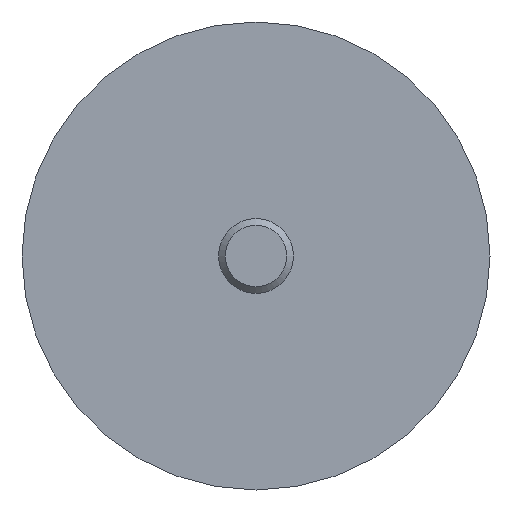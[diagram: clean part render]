
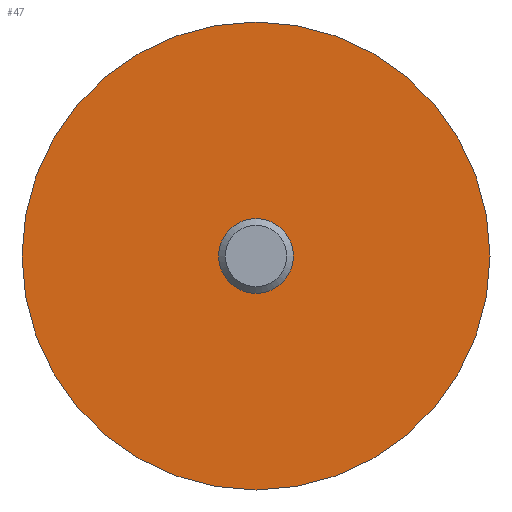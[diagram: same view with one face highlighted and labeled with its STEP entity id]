
A CAD part, front view. The second image highlights one B-rep face of the part: STEP entity #47.
In plain terms, the highlighted planar face has unit normal (0, -1, 0).
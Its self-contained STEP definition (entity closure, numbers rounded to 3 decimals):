
#47 = ADVANCED_FACE( '', ( #94, #95 ), #96, .F. );
#94 = FACE_BOUND( '', #135, .T. );
#95 = FACE_OUTER_BOUND( '', #136, .T. );
#96 = PLANE( '', #137 );
#135 = EDGE_LOOP( '', ( #184 ) );
#136 = EDGE_LOOP( '', ( #185 ) );
#137 = AXIS2_PLACEMENT_3D( '', #186, #187, #188 );
#184 = ORIENTED_EDGE( '', *, *, #210, .F. );
#185 = ORIENTED_EDGE( '', *, *, #202, .T. );
#186 = CARTESIAN_POINT( '', ( 37.5, 0., 0. ) );
#187 = DIRECTION( '', ( 0., 1., 0. ) );
#188 = DIRECTION( '', ( 0., 0., 1. ) );
#202 = EDGE_CURVE( '', #223, #223, #224, .T. );
#210 = EDGE_CURVE( '', #234, #234, #235, .T. );
#223 = VERTEX_POINT( '', #248 );
#224 = CIRCLE( '', #249, 37.5 );
#234 = VERTEX_POINT( '', #259 );
#235 = CIRCLE( '', #260, 6. );
#248 = CARTESIAN_POINT( '', ( 0., 0., -37.5 ) );
#249 = AXIS2_PLACEMENT_3D( '', #274, #275, #276 );
#259 = CARTESIAN_POINT( '', ( 0., 0., -6. ) );
#260 = AXIS2_PLACEMENT_3D( '', #283, #284, #285 );
#274 = CARTESIAN_POINT( '', ( 0., 0., 0. ) );
#275 = DIRECTION( '', ( 0., -1., 0. ) );
#276 = DIRECTION( '', ( 0., 0., -1. ) );
#283 = CARTESIAN_POINT( '', ( 0., 0., 0. ) );
#284 = DIRECTION( '', ( 0., -1., 0. ) );
#285 = DIRECTION( '', ( 0., 0., -1. ) );
